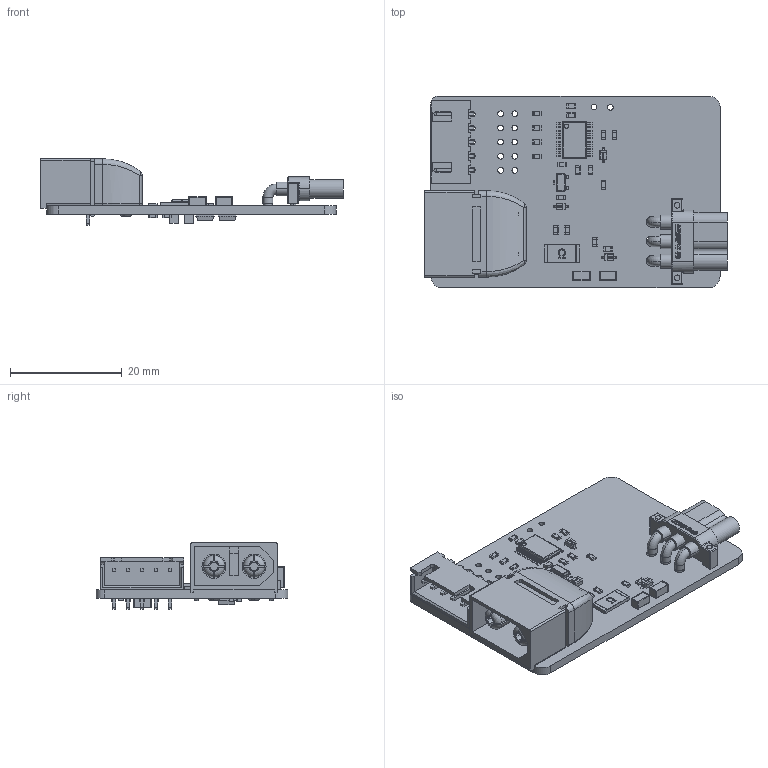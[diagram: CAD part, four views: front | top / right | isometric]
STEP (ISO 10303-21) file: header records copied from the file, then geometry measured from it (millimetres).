
FILE_DESCRIPTION(('Open CASCADE Model'),'2;1');
FILE_NAME('Open CASCADE Shape Model','2022-09-04T20:21:55',('Author'),( 'Open CASCADE'),'Open CASCADE STEP processor 7.5','Open CASCADE 7.5' ,'Unknown');
FILE_SCHEMA(('AUTOMOTIVE_DESIGN { 1 0 10303 214 1 1 1 1 }'));
Length unit declared in the file: millimetre
Products named in the file (65): PCB; Board; Open CASCADE STEP translator 7.5 1.1.1; R22; Resistor_2512_Ohm; Pin1Body; Pin2Body; CeramicBody; CoatingBody; TextBody; R20; User Library-res0603-1; R19; R18; R17; R16; R15; R14; R11; R9; R8; R7; R6; R5; R4; R3; R2; R1; Q3; User Library-PowerPak1212-8_SI7913DN-T1-GE3; Q2; Q1; 6148026656; Body; Open CASCADE STEP translator 6.8 2.1.1; Leader; J4; Amass MR30PW-FB; J2; CWF-5RB ...
Assembly tree (112 placements, depth 5):
  PCB
    Board
      Open CASCADE STEP translator 7.5 1.1.1
    R22
      Resistor_2512_Ohm
        Pin1Body
        Pin2Body
        CeramicBody
        CoatingBody
        TextBody
    R20
      User Library-res0603-1
    R19
      User Library-res0603-1
    R18
      User Library-res0603-1
    R17
      User Library-res0603-1
    R16
      User Library-res0603-1
    R15
      User Library-res0603-1
    R14
      User Library-res0603-1
    R11
      User Library-res0603-1
    R9
      User Library-res0603-1
    R8
      User Library-res0603-1
    R7
      User Library-res0603-1
    R6
      User Library-res0603-1
    R5
      User Library-res0603-1
    R4
      User Library-res0603-1
    R3
      User Library-res0603-1
    R2
      User Library-res0603-1
    R1
      User Library-res0603-1
    Q3
      User Library-PowerPak1212-8_SI7913DN-T1-GE3
    Q2
      User Library-PowerPak1212-8_SI7913DN-T1-GE3
    Q1
      6148026656
        Body
          Open CASCADE STEP translator 6.8 2.1.1
        Leader  x3
    J4
      Amass MR30PW-FB
    J2
      CWF-5RB
    J1
      XT60PW MALE
    IC1
Bounding box: 54.31 x 34.42 x 11.91 mm (x, y, z)
Volume: 5035 mm3; surface area: 8525.7 mm2
Topology: 84 solids, 84 shells, 2791 faces, 7187 edges, 4572 vertices
Faces by surface type: plane 1909, cylinder 598, bspline 133, sphere 78, torus 27, extrusion 24, revolution 12, cone 10
Full cylindrical faces by diameter (mm): 1 x7, 1.02 x10, 1.1 x2, 1.85 x3, 2.8 x2
Entity records: 49524 total; most frequent: CARTESIAN_POINT 12733, ORIENTED_EDGE 6498, DIRECTION 6015, EDGE_CURVE 3249, VECTOR 2253, LINE 2229, VERTEX_POINT 2094, AXIS2_PLACEMENT_3D 1875
